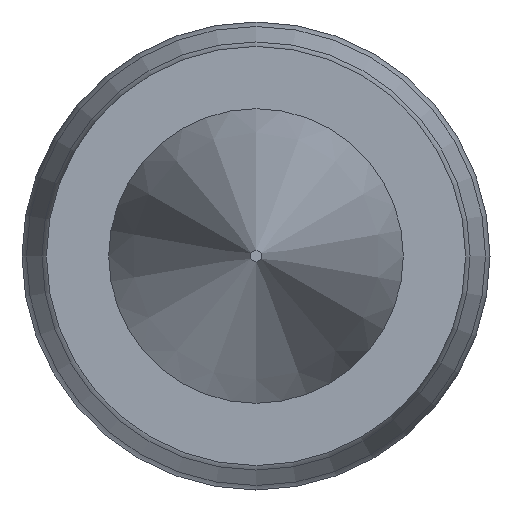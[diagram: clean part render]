
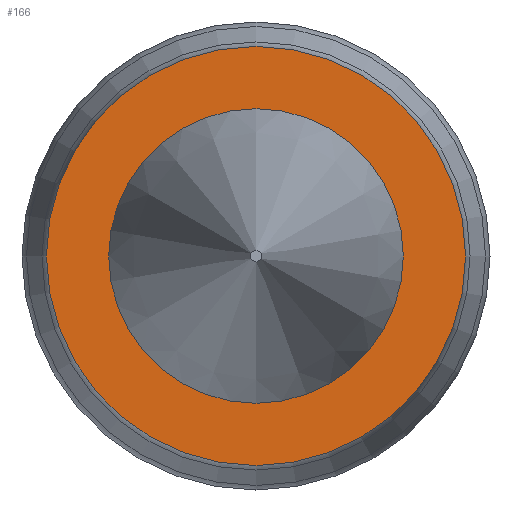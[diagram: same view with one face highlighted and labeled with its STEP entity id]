
A CAD part, left-side view. The second image highlights one B-rep face of the part: STEP entity #166.
In plain terms, the highlighted planar face has unit normal (-1, 0, 0).
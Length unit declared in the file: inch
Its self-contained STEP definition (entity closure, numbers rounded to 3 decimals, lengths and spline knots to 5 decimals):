
#22 = CIRCLE ( 'NONE', #240, 0.018 ) ;
#31 = DIRECTION ( 'NONE',  ( -1., 0., 0. ) ) ;
#35 = DIRECTION ( 'NONE',  ( -1., 0., 0. ) ) ;
#54 = CIRCLE ( 'NONE', #461, 0.01265 ) ;
#94 = PLANE ( 'NONE',  #135 ) ;
#96 = DIRECTION ( 'NONE',  ( 0., 0., 1. ) ) ;
#102 = DIRECTION ( 'NONE',  ( 0., -1., 0. ) ) ;
#135 = AXIS2_PLACEMENT_3D ( 'NONE', #239, #35, #352 ) ;
#151 = VERTEX_POINT ( 'NONE', #247 ) ;
#166 = ADVANCED_FACE ( 'NONE', ( #441, #434 ), #94, .T. ) ;
#169 = EDGE_CURVE ( 'NONE', #430, #430, #22, .T. ) ;
#199 = CARTESIAN_POINT ( 'NONE',  ( 0., 0., 0. ) ) ;
#220 = EDGE_LOOP ( 'NONE', ( #325 ) ) ;
#239 = CARTESIAN_POINT ( 'NONE',  ( 0., 0., 0.018 ) ) ;
#240 = AXIS2_PLACEMENT_3D ( 'NONE', #199, #31, #102 ) ;
#245 = CARTESIAN_POINT ( 'NONE',  ( 0., 0., 0. ) ) ;
#247 = CARTESIAN_POINT ( 'NONE',  ( 0., 0., 0.01265 ) ) ;
#249 = EDGE_LOOP ( 'NONE', ( #445 ) ) ;
#252 = EDGE_CURVE ( 'NONE', #151, #151, #54, .T. ) ;
#306 = DIRECTION ( 'NONE',  ( 1., 0., 0. ) ) ;
#325 = ORIENTED_EDGE ( 'NONE', *, *, #169, .T. ) ;
#352 = DIRECTION ( 'NONE',  ( 0., -1., 0. ) ) ;
#430 = VERTEX_POINT ( 'NONE', #433 ) ;
#433 = CARTESIAN_POINT ( 'NONE',  ( 0., -0.018, 0. ) ) ;
#434 = FACE_OUTER_BOUND ( 'NONE', #220, .T. ) ;
#441 = FACE_BOUND ( 'NONE', #249, .T. ) ;
#445 = ORIENTED_EDGE ( 'NONE', *, *, #252, .T. ) ;
#461 = AXIS2_PLACEMENT_3D ( 'NONE', #245, #306, #96 ) ;
